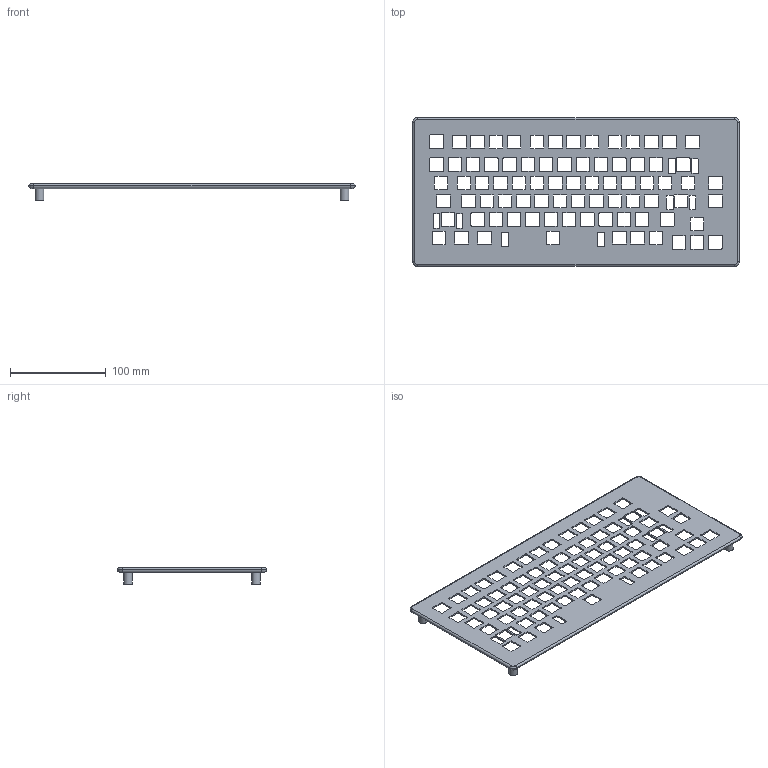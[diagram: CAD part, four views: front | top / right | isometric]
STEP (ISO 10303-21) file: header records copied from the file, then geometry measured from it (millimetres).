
FILE_DESCRIPTION(/* description */ (''),/* implementation_level */ '2;1');
FILE_NAME(/* name */ 'keyboard-top.step',/* time_stamp */ '2025-06-24T14:07:43-04:00',/* author */ (''),/* organization */ (''),/* preprocessor_version */ 'ST-DEVELOPER v20.1',/* originating_system */ 'Autodesk Translation Framework v14.10.0.0',/* authorisation */ '');
FILE_SCHEMA (('AUTOMOTIVE_DESIGN { 1 0 10303 214 3 1 1 }'));
Length unit declared in the file: millimetre
Products named in the file (1): 2025-06-13-19-19-16-706
Bounding box: 340 x 155 x 17 mm (x, y, z)
Volume: 72057.2 mm3; surface area: 88236.1 mm2
Topology: 1 solids, 1 shells, 748 faces, 2200 edges, 1464 vertices
Faces by surface type: cylinder 372, plane 368, bspline 4, torus 4
Full cylindrical faces by diameter (mm): 5 x4, 9 x4
Entity records: 25500 total; most frequent: CARTESIAN_POINT 4445, DIRECTION 4442, ORIENTED_EDGE 4400, EDGE_CURVE 2200, AXIS2_PLACEMENT_3D 1497, VERTEX_POINT 1464, LINE 1448, VECTOR 1448
